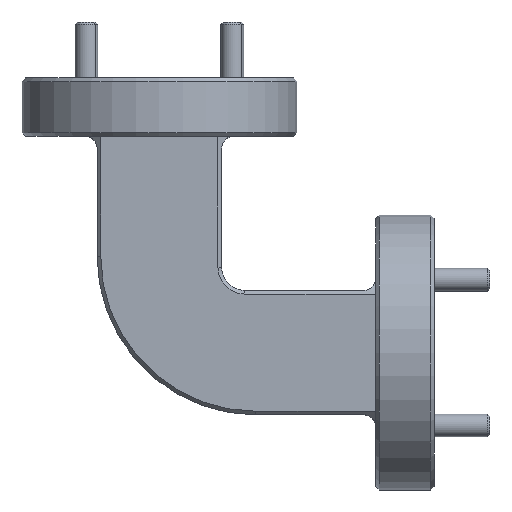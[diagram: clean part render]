
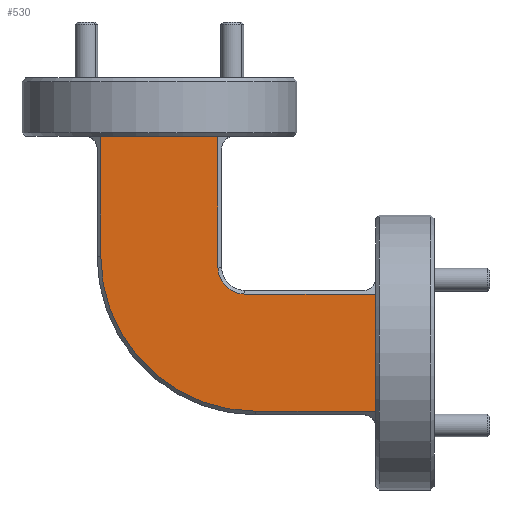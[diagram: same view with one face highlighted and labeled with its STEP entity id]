
A CAD part, front view. The second image highlights one B-rep face of the part: STEP entity #530.
In plain terms, the highlighted planar face has unit normal (0, -1, 0).
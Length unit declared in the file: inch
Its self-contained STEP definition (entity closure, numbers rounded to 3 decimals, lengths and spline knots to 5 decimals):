
#4 = DIRECTION ( 'NONE',  ( 1., 0., 0. ) ) ;
#14 = PLANE ( 'NONE',  #7911 ) ;
#78 = ORIENTED_EDGE ( 'NONE', *, *, #529, .T. ) ;
#83 = FACE_OUTER_BOUND ( 'NONE', #3678, .T. ) ;
#164 = CARTESIAN_POINT ( 'NONE',  ( -0.5175, -0.175, 0.16 ) ) ;
#473 = VECTOR ( 'NONE', #3068, 39.37008 ) ;
#502 = ORIENTED_EDGE ( 'NONE', *, *, #13422, .T. ) ;
#529 = EDGE_CURVE ( 'NONE', #1042, #4797, #5391, .T. ) ;
#530 = ADVANCED_FACE ( 'NONE', ( #83 ), #14, .F. ) ;
#721 = CARTESIAN_POINT ( 'NONE',  ( -0.92, -0.175, 0.59 ) ) ;
#876 = DIRECTION ( 'NONE',  ( -1., 0., 0. ) ) ;
#1014 = LINE ( 'NONE', #6387, #3543 ) ;
#1042 = VERTEX_POINT ( 'NONE', #8116 ) ;
#1343 = ORIENTED_EDGE ( 'NONE', *, *, #12024, .T. ) ;
#1386 = CARTESIAN_POINT ( 'NONE',  ( -0.59, -0.175, 0.2325 ) ) ;
#1512 = VERTEX_POINT ( 'NONE', #164 ) ;
#1854 = CARTESIAN_POINT ( 'NONE',  ( -0.91, -0.175, 0.75 ) ) ;
#2042 = VECTOR ( 'NONE', #4, 39.37008 ) ;
#2071 = DIRECTION ( 'NONE',  ( 0., -1., 0. ) ) ;
#2106 = VECTOR ( 'NONE', #8762, 39.37008 ) ;
#2209 = CARTESIAN_POINT ( 'NONE',  ( -0.487, -0.175, 0.263 ) ) ;
#2305 = EDGE_CURVE ( 'NONE', #4797, #1512, #1014, .T. ) ;
#2352 = DIRECTION ( 'NONE',  ( 0., 1., 0. ) ) ;
#2468 = VERTEX_POINT ( 'NONE', #1386 ) ;
#3068 = DIRECTION ( 'NONE',  ( 0., 0., 1. ) ) ;
#3156 = VERTEX_POINT ( 'NONE', #13889 ) ;
#3426 = DIRECTION ( 'NONE',  ( -1., 0., 0. ) ) ;
#3543 = VECTOR ( 'NONE', #876, 39.37008 ) ;
#3678 = EDGE_LOOP ( 'NONE', ( #5212, #1343, #502, #7477, #78, #11394, #7048, #6795 ) ) ;
#3934 = DIRECTION ( 'NONE',  ( 0., 0., -1. ) ) ;
#4753 = DIRECTION ( 'NONE',  ( 0., 1., 0. ) ) ;
#4756 = VECTOR ( 'NONE', #3934, 39.37008 ) ;
#4797 = VERTEX_POINT ( 'NONE', #9641 ) ;
#5212 = ORIENTED_EDGE ( 'NONE', *, *, #7110, .T. ) ;
#5391 = LINE ( 'NONE', #7802, #2106 ) ;
#6202 = VECTOR ( 'NONE', #7552, 39.37008 ) ;
#6387 = CARTESIAN_POINT ( 'NONE',  ( -0.75, -0.175, 0.16 ) ) ;
#6634 = DIRECTION ( 'NONE',  ( -1., 0., 0. ) ) ;
#6705 = CARTESIAN_POINT ( 'NONE',  ( -0.75, -0.175, 0.75 ) ) ;
#6795 = ORIENTED_EDGE ( 'NONE', *, *, #8989, .T. ) ;
#7048 = ORIENTED_EDGE ( 'NONE', *, *, #10810, .T. ) ;
#7110 = EDGE_CURVE ( 'NONE', #7845, #3156, #10811, .T. ) ;
#7356 = CARTESIAN_POINT ( 'NONE',  ( -0.59, -0.175, 0.59 ) ) ;
#7477 = ORIENTED_EDGE ( 'NONE', *, *, #13849, .T. ) ;
#7552 = DIRECTION ( 'NONE',  ( -1., 0., 0. ) ) ;
#7802 = CARTESIAN_POINT ( 'NONE',  ( -0.16, -0.175, 0.17 ) ) ;
#7845 = VERTEX_POINT ( 'NONE', #7356 ) ;
#7911 = AXIS2_PLACEMENT_3D ( 'NONE', #6705, #2352, #3426 ) ;
#8116 = CARTESIAN_POINT ( 'NONE',  ( -0.16, -0.175, -0.16 ) ) ;
#8129 = CARTESIAN_POINT ( 'NONE',  ( -0.5175, -0.175, 0.2325 ) ) ;
#8391 = LINE ( 'NONE', #11822, #473 ) ;
#8762 = DIRECTION ( 'NONE',  ( 0., 0., 1. ) ) ;
#8861 = AXIS2_PLACEMENT_3D ( 'NONE', #8129, #4753, #9221 ) ;
#8952 = VERTEX_POINT ( 'NONE', #9748 ) ;
#8989 = EDGE_CURVE ( 'NONE', #2468, #7845, #8391, .T. ) ;
#9221 = DIRECTION ( 'NONE',  ( -1., 0., 0. ) ) ;
#9641 = CARTESIAN_POINT ( 'NONE',  ( -0.16, -0.175, 0.16 ) ) ;
#9748 = CARTESIAN_POINT ( 'NONE',  ( -0.487, -0.175, -0.16 ) ) ;
#9896 = LINE ( 'NONE', #14319, #2042 ) ;
#9920 = CIRCLE ( 'NONE', #12442, 0.423 ) ;
#10810 = EDGE_CURVE ( 'NONE', #1512, #2468, #13242, .T. ) ;
#10811 = LINE ( 'NONE', #721, #6202 ) ;
#11394 = ORIENTED_EDGE ( 'NONE', *, *, #2305, .T. ) ;
#11703 = LINE ( 'NONE', #1854, #4756 ) ;
#11794 = CARTESIAN_POINT ( 'NONE',  ( -0.91, -0.175, 0.263 ) ) ;
#11822 = CARTESIAN_POINT ( 'NONE',  ( -0.59, -0.175, 0.75 ) ) ;
#12024 = EDGE_CURVE ( 'NONE', #3156, #12951, #11703, .T. ) ;
#12442 = AXIS2_PLACEMENT_3D ( 'NONE', #2209, #2071, #6634 ) ;
#12951 = VERTEX_POINT ( 'NONE', #11794 ) ;
#13242 = CIRCLE ( 'NONE', #8861, 0.0725 ) ;
#13422 = EDGE_CURVE ( 'NONE', #12951, #8952, #9920, .T. ) ;
#13849 = EDGE_CURVE ( 'NONE', #8952, #1042, #9896, .T. ) ;
#13889 = CARTESIAN_POINT ( 'NONE',  ( -0.91, -0.175, 0.59 ) ) ;
#14319 = CARTESIAN_POINT ( 'NONE',  ( -0.75, -0.175, -0.16 ) ) ;
